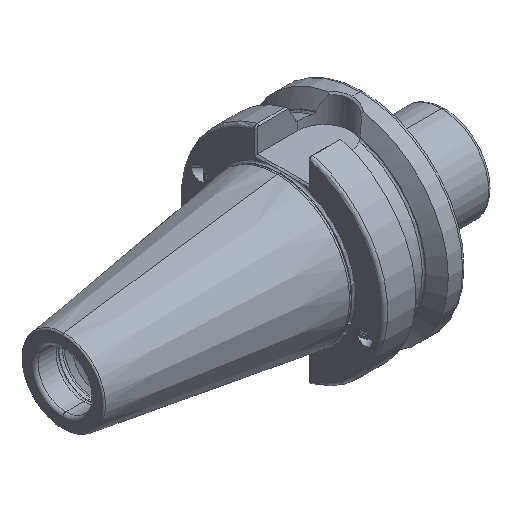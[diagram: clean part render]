
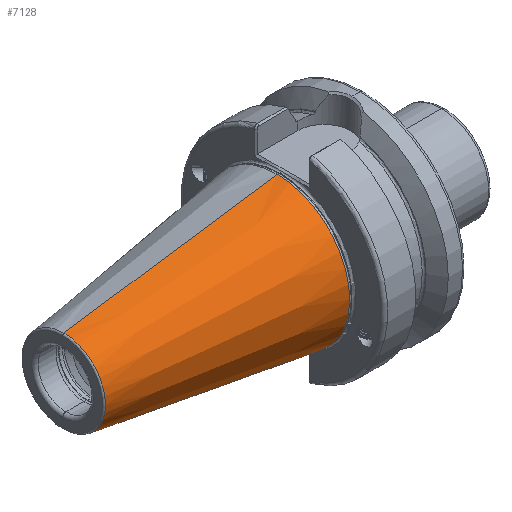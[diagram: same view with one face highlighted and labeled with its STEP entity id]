
A CAD part, isometric view. The second image highlights one B-rep face of the part: STEP entity #7128.
In plain terms, the highlighted conical face has half-angle 8.297 degrees and reference radius 22.298 mm.
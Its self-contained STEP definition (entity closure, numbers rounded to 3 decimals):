
#1776 = EDGE_LOOP ( 'NONE', ( #6112, #6113, #6114, #6111 ) ) ;
#2713 = LINE ( 'NONE', #2714, #12578 ) ;
#2714 = CARTESIAN_POINT ( 'NONE',  ( -1.5, 0., 22.298 ) ) ;
#2715 = DIRECTION ( 'NONE',  ( 0.99, 0., 0.144 ) ) ;
#2719 = LINE ( 'NONE', #2720, #12580 ) ;
#2720 = CARTESIAN_POINT ( 'NONE',  ( -1.5, 0., -22.298 ) ) ;
#2721 = DIRECTION ( 'NONE',  ( 0.99, 0., -0.144 ) ) ;
#3736 = CARTESIAN_POINT ( 'NONE',  ( -1.5, 0., 0. ) ) ;
#3737 = DIRECTION ( 'NONE',  ( 1., 0., 0. ) ) ;
#3738 = DIRECTION ( 'NONE',  ( 0., 0., -1. ) ) ;
#3739 = CARTESIAN_POINT ( 'NONE',  ( -66.972, 0., 0. ) ) ;
#3740 = DIRECTION ( 'NONE',  ( 1., 0., 0. ) ) ;
#3741 = DIRECTION ( 'NONE',  ( 0., 0., -1. ) ) ;
#5600 = VERTEX_POINT ( 'NONE', #11989 ) ;
#5601 = VERTEX_POINT ( 'NONE', #11990 ) ;
#5602 = VERTEX_POINT ( 'NONE', #11991 ) ;
#5603 = VERTEX_POINT ( 'NONE', #11992 ) ;
#6111 = ORIENTED_EDGE ( 'NONE', *, *, #9917, .F. ) ;
#6112 = ORIENTED_EDGE ( 'NONE', *, *, #12618, .F. ) ;
#6113 = ORIENTED_EDGE ( 'NONE', *, *, #9918, .T. ) ;
#6114 = ORIENTED_EDGE ( 'NONE', *, *, #12620, .T. ) ;
#6717 = CONICAL_SURFACE ( 'NONE', #8742, 22.298, 0.145 ) ;
#6803 = CIRCLE ( 'NONE', #6997, 22.298 ) ;
#6804 = CIRCLE ( 'NONE', #6999, 12.75 ) ;
#6997 = AXIS2_PLACEMENT_3D ( 'NONE', #3736, #3737, #3738 ) ;
#6999 = AXIS2_PLACEMENT_3D ( 'NONE', #3739, #3740, #3741 ) ;
#7128 = ADVANCED_FACE ( 'NONE', ( #8737 ), #6717, .T. ) ;
#8655 = CARTESIAN_POINT ( 'NONE',  ( -1.5, 0., 0. ) ) ;
#8656 = DIRECTION ( 'NONE',  ( 1., 0., 0. ) ) ;
#8657 = DIRECTION ( 'NONE',  ( 0., 0., -1. ) ) ;
#8737 = FACE_OUTER_BOUND ( 'NONE', #1776, .T. ) ;
#8742 = AXIS2_PLACEMENT_3D ( 'NONE', #8655, #8656, #8657 ) ;
#9917 = EDGE_CURVE ( 'NONE', #5601, #5600, #6803, .T. ) ;
#9918 = EDGE_CURVE ( 'NONE', #5603, #5602, #6804, .T. ) ;
#11989 = CARTESIAN_POINT ( 'NONE',  ( -1.5, 0., -22.298 ) ) ;
#11990 = CARTESIAN_POINT ( 'NONE',  ( -1.5, 0., 22.298 ) ) ;
#11991 = CARTESIAN_POINT ( 'NONE',  ( -66.972, 0., -12.75 ) ) ;
#11992 = CARTESIAN_POINT ( 'NONE',  ( -66.972, 0., 12.75 ) ) ;
#12578 = VECTOR ( 'NONE', #2715, 1000. ) ;
#12580 = VECTOR ( 'NONE', #2721, 1000. ) ;
#12618 = EDGE_CURVE ( 'NONE', #5603, #5601, #2713, .T. ) ;
#12620 = EDGE_CURVE ( 'NONE', #5602, #5600, #2719, .T. ) ;
